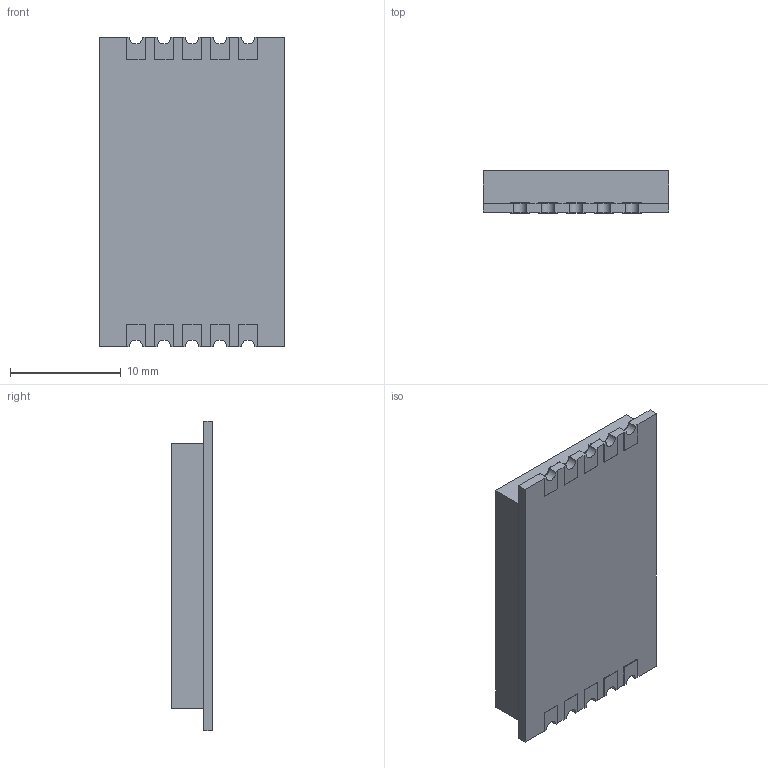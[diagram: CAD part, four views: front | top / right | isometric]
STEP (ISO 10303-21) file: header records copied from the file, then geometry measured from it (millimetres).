
FILE_DESCRIPTION (( 'STEP AP214' ), '1' );
FILE_NAME ('XZFxx20x-A.STEP', '2018-07-10T23:35:39', ( '' ), ( '' ), 'SwSTEP 2.0', 'SolidWorks 2012', '' );
FILE_SCHEMA (( 'AUTOMOTIVE_DESIGN' ));
Length unit declared in the file: millimetre
Products named in the file (1): XZFxx20x-A
Bounding box: 16.8 x 3.8 x 28 mm (x, y, z)
Volume: 1558.7 mm3; surface area: 2126 mm2
Topology: 12 solids, 12 shells, 438 faces, 1158 edges, 772 vertices
Faces by surface type: plane 307, bspline 99, cylinder 32
Entity records: 18121 total; most frequent: CARTESIAN_POINT 7724, ORIENTED_EDGE 2316, DIRECTION 1704, EDGE_CURVE 1158, LINE 896, VECTOR 896, VERTEX_POINT 772, EDGE_LOOP 466
